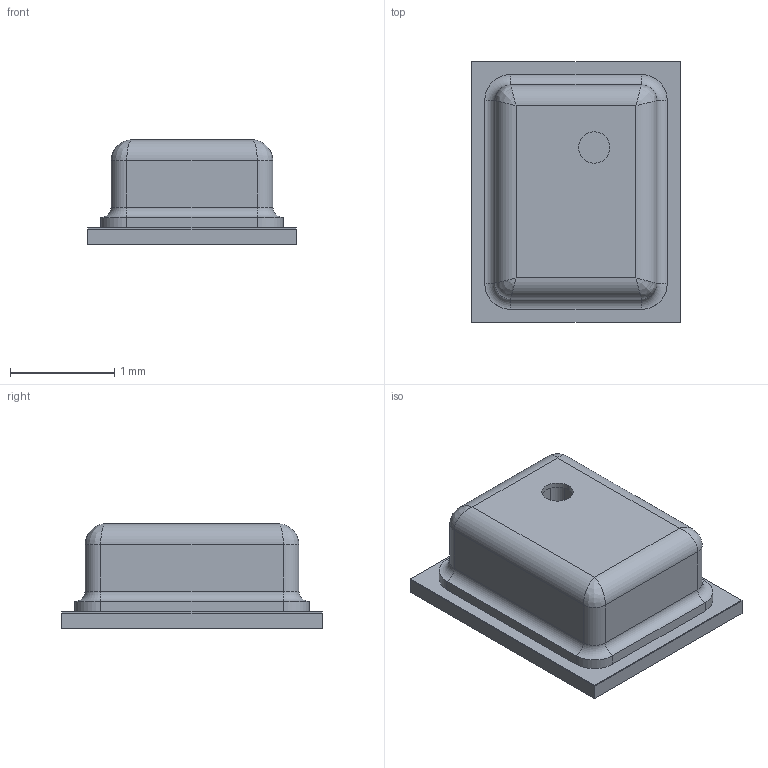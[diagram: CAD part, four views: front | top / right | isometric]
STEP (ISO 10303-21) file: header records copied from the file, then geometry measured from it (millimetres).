
FILE_DESCRIPTION(('FreeCAD Model'),'2;1');
FILE_NAME('BMP291_cp.step','2019-06-26T22:31:06',( 'kicad StepUp'),('ksu MCAD'),'Open CASCADE STEP processor 7.3', 'FreeCAD','Unknown');
FILE_SCHEMA(('AUTOMOTIVE_DESIGN { 1 0 10303 214 1 1 1 1 }'));
Length unit declared in the file: millimetre
Products named in the file (1): BMP291_cp
Bounding box: 2 x 2.5 x 1 mm (x, y, z)
Volume: 1.2 mm3; surface area: 35.3 mm2
Topology: 11 solids, 11 shells, 175 faces, 378 edges, 228 vertices
Faces by surface type: plane 121, cylinder 38, bspline 8, torus 8
Entity records: 5950 total; most frequent: CARTESIAN_POINT 1006, DIRECTION 750, ORIENTED_EDGE 740, EDGE_CURVE 370, LINE 294, VECTOR 294, AXIS2_PLACEMENT_3D 228, VERTEX_POINT 228
